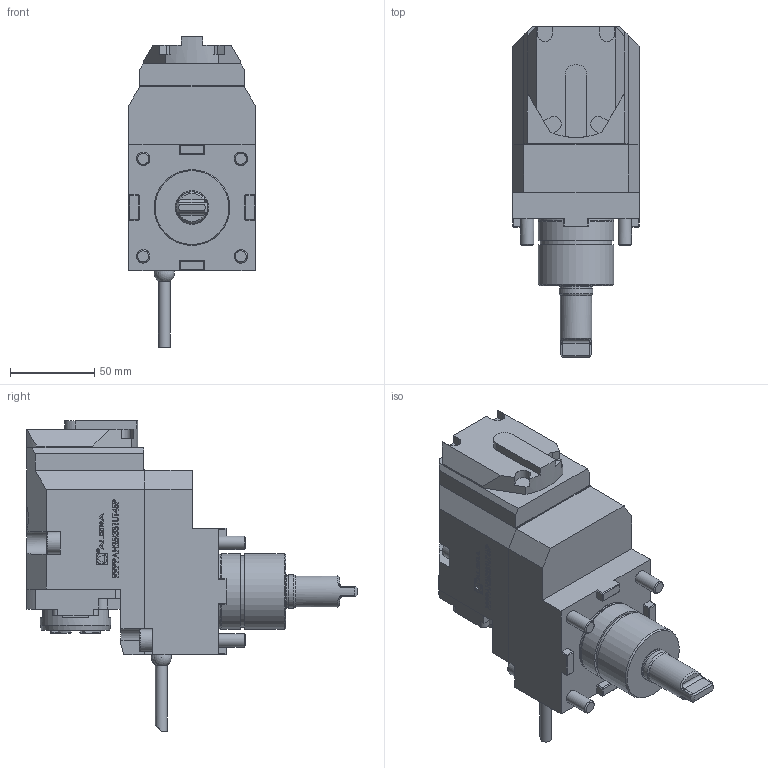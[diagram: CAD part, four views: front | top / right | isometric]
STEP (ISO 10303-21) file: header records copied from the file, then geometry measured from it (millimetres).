
FILE_DESCRIPTION (( 'STEP AP214' ), '1' );
FILE_NAME ('RRPPAH25I331UT45P.STEP', '2025-07-14T06:00:04', ( '' ), ( '' ), 'SwSTEP 2.0', 'SolidWorks 2023', '' );
FILE_SCHEMA (( 'AUTOMOTIVE_DESIGN' ));
Length unit declared in the file: millimetre
Products named in the file (1): RRPPAH25I331UT45P
Bounding box: 75 x 196.5 x 184.5 mm (x, y, z)
Volume: 937074.4 mm3; surface area: 75780.9 mm2
Topology: 1 solids, 1 shells, 660 faces, 1747 edges, 1156 vertices
Faces by surface type: plane 429, bspline 106, cylinder 103, cone 15, torus 6, sphere 1
Full cylindrical faces by diameter (mm): 1.7 x1, 2.1 x1, 4 x1, 6.366 x1, 7 x1, 8 x4, 13 x4, 18.7 x1, 19 x1, 20 x2, 42 x1, 42.4 x1, 44.6 x1, 45 x2
Entity records: 33246 total; most frequent: CARTESIAN_POINT 10496, ORIENTED_EDGE 3380, DIRECTION 2772, EDGE_CURVE 1690, LINE 1192, VECTOR 1192, VERTEX_POINT 1138, AXIS2_PLACEMENT_3D 790
